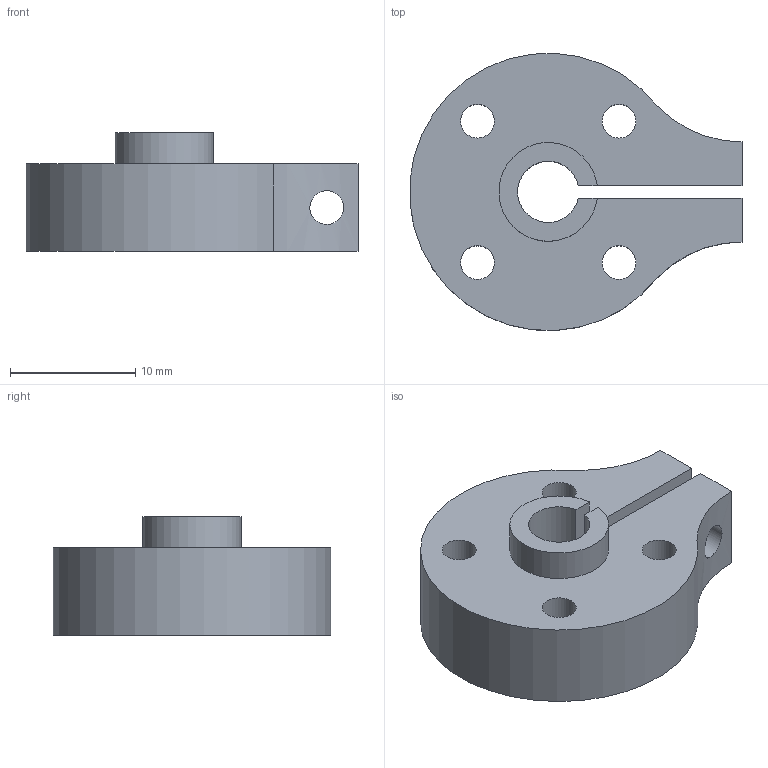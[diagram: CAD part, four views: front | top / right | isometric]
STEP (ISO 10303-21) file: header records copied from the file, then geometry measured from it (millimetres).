
FILE_DESCRIPTION(/* description */ (''),/* implementation_level */ '2;1');
FILE_NAME(/* name */ 'Tetrix_739078.ipt.stp',/* time_stamp */ '2014-12-18T17:46:30-08:00',/* author */ ('Autodesk Inc.'),/* organization */ ('Autodeskk Inc.'),/* preprocessor_version */ 'ST-DEVELOPER v15.6',/* originating_system */ 'Autodesk Inventor 2015',/* authorisation */ '');
FILE_SCHEMA (('AUTOMOTIVE_DESIGN { 1 0 10303 214 3 1 1 }'));
Length unit declared in the file: millimetre
Products named in the file (1): Tetrix_739078
Bounding box: 26.56 x 22.17 x 9.5 mm (x, y, z)
Volume: 2622 mm3; surface area: 1984.1 mm2
Topology: 1 solids, 1 shells, 21 faces, 55 edges, 36 vertices
Faces by surface type: cylinder 12, plane 9
Full cylindrical faces by diameter (mm): 2.705 x5, 3.7 x1
Entity records: 756 total; most frequent: CARTESIAN_POINT 166, DIRECTION 113, ORIENTED_EDGE 98, EDGE_CURVE 49, AXIS2_PLACEMENT_3D 44, EDGE_LOOP 39, VERTEX_POINT 36, LINE 25
